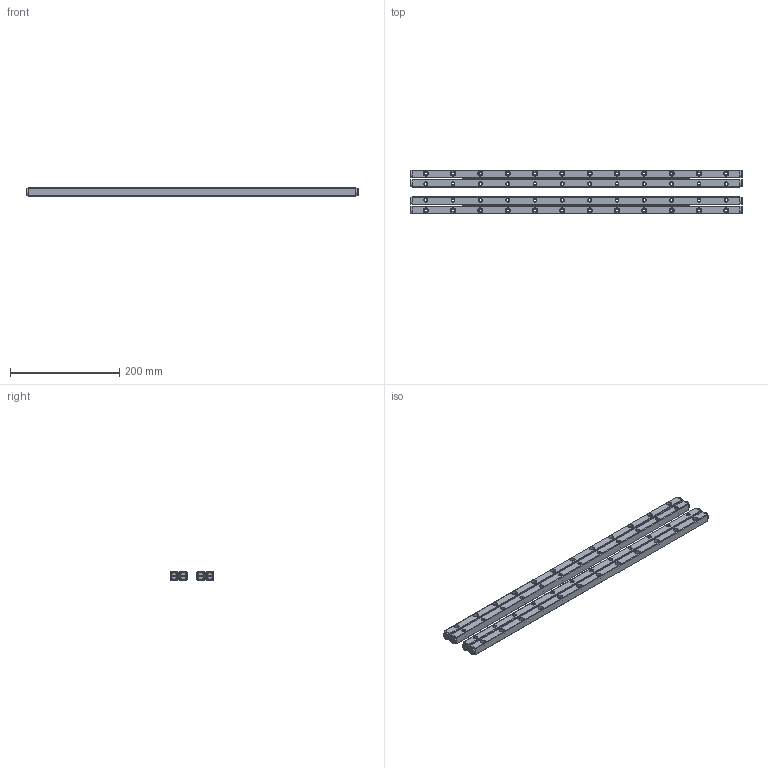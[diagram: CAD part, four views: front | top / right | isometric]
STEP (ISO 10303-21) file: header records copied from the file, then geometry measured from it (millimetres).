
FILE_DESCRIPTION(/* description */ (''),/* implementation_level */ '2;1');
FILE_NAME(/* name */ 'Set RSD-6600x46AA.stp',/* time_stamp */ '2018-12-06T19:40:28+01:00',/* author */ (''),/* organization */ (''),/* preprocessor_version */ 'ST-DEVELOPER v16.7',/* originating_system */ 'SIEMENS PLM Software NX 12.0',/* authorisation */ '');
FILE_SCHEMA (('AUTOMOTIVE_DESIGN { 1 0 10303 214 3 1 1 1 }'));
Length unit declared in the file: millimetre
Products named in the file (6): 019795_A_4-Roller Ø6x5.8; 022470_A_4-Body Cage R6x46AA; 011470_A_2-Endscrew GA 6; 008185_C_1-RSD-6600; 024298_A_7-Roller Cage R6x46AA Assy; 043498_A_1-Set RSD-6600x46AA
Assembly tree (61 placements, depth 3):
  043498_A_1-Set RSD-6600x46AA
    008185_C_1-RSD-6600  x4
    024298_A_7-Roller Cage R6x46AA Assy  x2
      022470_A_4-Body Cage R6x46AA
      019795_A_4-Roller Ø6x5.8
    011470_A_2-Endscrew GA 6  x8
Bounding box: 607.4 x 80 x 15 mm (x, y, z)
Volume: 476024.5 mm3; surface area: 196398 mm2
Topology: 106 solids, 106 shells, 3720 faces, 9512 edges, 6060 vertices
Faces by surface type: plane 1876, cylinder 1516, cone 328
Full cylindrical faces by diameter (mm): 4.3 x8, 5 x8, 5.2 x56, 6 x92, 9.5 x48, 13 x8
Entity records: 47300 total; most frequent: DIRECTION 8480, CARTESIAN_POINT 8101, ORIENTED_EDGE 7940, EDGE_CURVE 3970, AXIS2_PLACEMENT_3D 2951, LINE 2578, VECTOR 2578, VERTEX_POINT 2556
